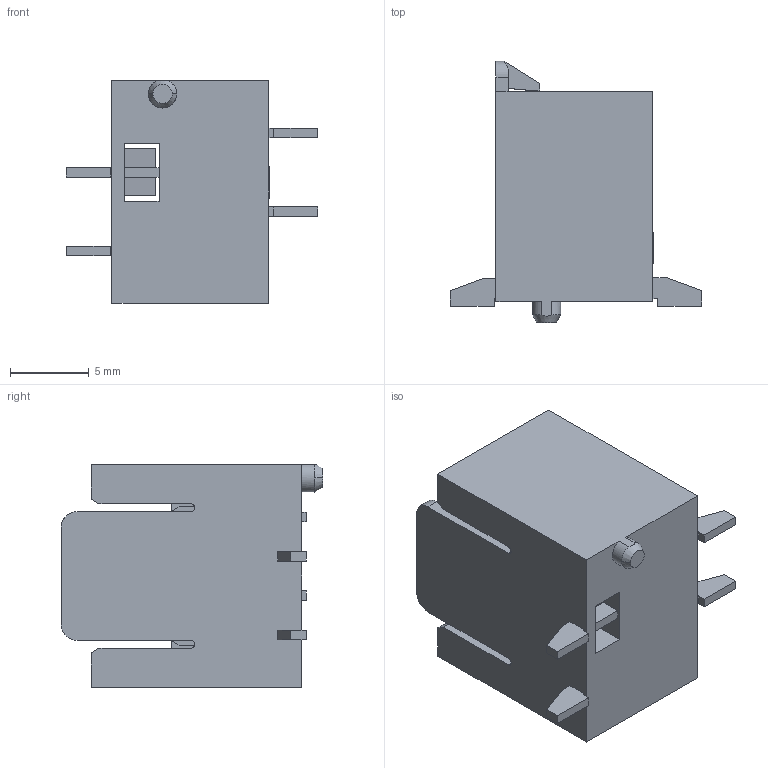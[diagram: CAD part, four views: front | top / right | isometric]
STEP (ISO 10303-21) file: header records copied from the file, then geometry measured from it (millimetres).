
FILE_DESCRIPTION(('Creo Elements/Direct Modeling STEP Export'),'2;1');
FILE_NAME('model.stp','2016-02-18T12:50:56',(''),(''),'PTC Creo Elements/Direct Modeling STEP processor for AP214 (Solid Model)','PTC Creo Elements/Direct Modeling 19.0B 21-Mar-2015 (C) Parametric Technology GmbH','');
FILE_SCHEMA(('AUTOMOTIVE_DESIGN { 1 0 10303 214 1 1 1 1 }'));
Length unit declared in the file: millimetre
Products named in the file (2): 355095_04
Assembly tree (1 placements, depth 2):
  355095_04
    355095_04
Bounding box: 16 x 16.65 x 14.2 mm (x, y, z)
Volume: 861.6 mm3; surface area: 1651.7 mm2
Topology: 1 solids, 1 shells, 282 faces, 785 edges, 511 vertices
Faces by surface type: plane 266, cylinder 14, cone 2
Entity records: 9330 total; most frequent: ORIENTED_EDGE 1570, CARTESIAN_POINT 1559, DIRECTION 1280, EDGE_CURVE 785, VECTOR 730, LINE 730, VERTEX_POINT 511, EDGE_LOOP 292
